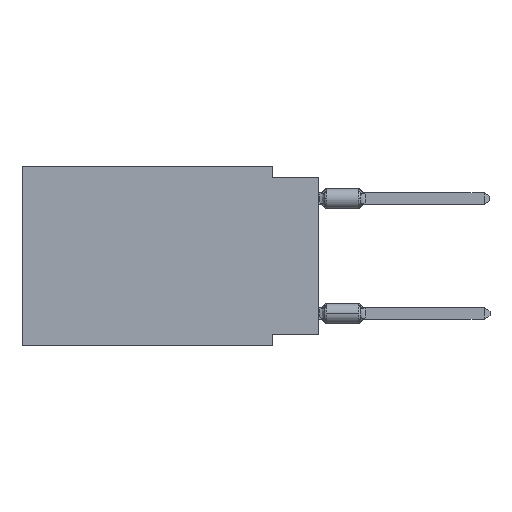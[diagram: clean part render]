
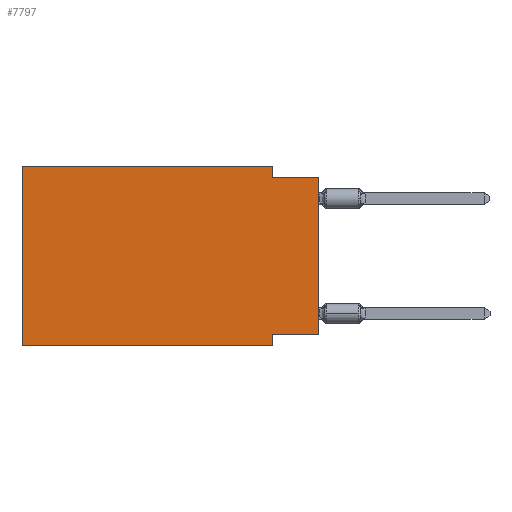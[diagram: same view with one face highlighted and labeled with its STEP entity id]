
A CAD part, left-side view. The second image highlights one B-rep face of the part: STEP entity #7797.
In plain terms, the highlighted planar face has unit normal (-1, 0, 0).
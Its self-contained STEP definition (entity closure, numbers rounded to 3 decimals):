
#143 = EDGE_CURVE ( 'NONE', #11531, #17124, #7707, .T. ) ;
#1905 = DIRECTION ( 'NONE',  ( 0., -1., 0. ) ) ;
#2021 = CARTESIAN_POINT ( 'NONE',  ( 0., 16.383, 0. ) ) ;
#2666 = LINE ( 'NONE', #19772, #14251 ) ;
#3082 = EDGE_CURVE ( 'NONE', #20872, #21252, #21478, .T. ) ;
#4738 = CARTESIAN_POINT ( 'NONE',  ( 0., 16.383, 0. ) ) ;
#4851 = VECTOR ( 'NONE', #16710, 1000. ) ;
#4918 = LINE ( 'NONE', #19812, #6498 ) ;
#4989 = CARTESIAN_POINT ( 'NONE',  ( 0., 16.383, 0. ) ) ;
#5462 = LINE ( 'NONE', #13045, #4851 ) ;
#6466 = VERTEX_POINT ( 'NONE', #18170 ) ;
#6498 = VECTOR ( 'NONE', #16146, 1000. ) ;
#6517 = AXIS2_PLACEMENT_3D ( 'NONE', #4989, #18060, #8793 ) ;
#6833 = DIRECTION ( 'NONE',  ( 0., 0., -1. ) ) ;
#7269 = ORIENTED_EDGE ( 'NONE', *, *, #143, .F. ) ;
#7407 = ORIENTED_EDGE ( 'NONE', *, *, #22444, .T. ) ;
#7707 = LINE ( 'NONE', #16988, #18401 ) ;
#7797 = ADVANCED_FACE ( 'NONE', ( #17939 ), #14254, .F. ) ;
#8793 = DIRECTION ( 'NONE',  ( 0., 0., -1. ) ) ;
#8858 = EDGE_LOOP ( 'NONE', ( #7407, #9241, #17669, #23839, #16550, #14791, #12930, #7269 ) ) ;
#9205 = DIRECTION ( 'NONE',  ( 0., 1., 0. ) ) ;
#9211 = VERTEX_POINT ( 'NONE', #11362 ) ;
#9241 = ORIENTED_EDGE ( 'NONE', *, *, #15057, .F. ) ;
#9619 = VECTOR ( 'NONE', #18868, 1000. ) ;
#10012 = VECTOR ( 'NONE', #1905, 1000. ) ;
#10248 = DIRECTION ( 'NONE',  ( 0., 0., 1. ) ) ;
#11362 = CARTESIAN_POINT ( 'NONE',  ( 0., 2.54, -0.635 ) ) ;
#11531 = VERTEX_POINT ( 'NONE', #20808 ) ;
#11685 = CARTESIAN_POINT ( 'NONE',  ( 0., 0., 0. ) ) ;
#11784 = EDGE_CURVE ( 'NONE', #20872, #13917, #5462, .T. ) ;
#12698 = CARTESIAN_POINT ( 'NONE',  ( 0., 0., -0.635 ) ) ;
#12930 = ORIENTED_EDGE ( 'NONE', *, *, #22551, .F. ) ;
#13045 = CARTESIAN_POINT ( 'NONE',  ( 0., 16.383, -9.906 ) ) ;
#13690 = EDGE_CURVE ( 'NONE', #18793, #9211, #2666, .T. ) ;
#13834 = VECTOR ( 'NONE', #10248, 1000. ) ;
#13917 = VERTEX_POINT ( 'NONE', #20014 ) ;
#13990 = EDGE_CURVE ( 'NONE', #21252, #18793, #22446, .T. ) ;
#14251 = VECTOR ( 'NONE', #6833, 1000. ) ;
#14254 = PLANE ( 'NONE',  #6517 ) ;
#14387 = VECTOR ( 'NONE', #18419, 1000. ) ;
#14791 = ORIENTED_EDGE ( 'NONE', *, *, #11784, .T. ) ;
#15057 = EDGE_CURVE ( 'NONE', #9211, #6466, #16472, .T. ) ;
#16146 = DIRECTION ( 'NONE',  ( 0., 0., -1. ) ) ;
#16472 = LINE ( 'NONE', #12698, #14387 ) ;
#16550 = ORIENTED_EDGE ( 'NONE', *, *, #3082, .F. ) ;
#16710 = DIRECTION ( 'NONE',  ( 0., -1., 0. ) ) ;
#16988 = CARTESIAN_POINT ( 'NONE',  ( 0., 0., -9.271 ) ) ;
#17124 = VERTEX_POINT ( 'NONE', #23554 ) ;
#17537 = CARTESIAN_POINT ( 'NONE',  ( 0., 16.383, -9.906 ) ) ;
#17669 = ORIENTED_EDGE ( 'NONE', *, *, #13690, .F. ) ;
#17939 = FACE_OUTER_BOUND ( 'NONE', #8858, .T. ) ;
#18060 = DIRECTION ( 'NONE',  ( 1., 0., 0. ) ) ;
#18170 = CARTESIAN_POINT ( 'NONE',  ( 0., 0., -0.635 ) ) ;
#18401 = VECTOR ( 'NONE', #9205, 1000. ) ;
#18419 = DIRECTION ( 'NONE',  ( 0., -1., 0. ) ) ;
#18793 = VERTEX_POINT ( 'NONE', #22539 ) ;
#18868 = DIRECTION ( 'NONE',  ( 0., 0., 1. ) ) ;
#19772 = CARTESIAN_POINT ( 'NONE',  ( 0., 2.54, 0. ) ) ;
#19812 = CARTESIAN_POINT ( 'NONE',  ( 0., 2.54, -9.906 ) ) ;
#20014 = CARTESIAN_POINT ( 'NONE',  ( 0., 2.54, -9.906 ) ) ;
#20808 = CARTESIAN_POINT ( 'NONE',  ( 0., 0., -9.271 ) ) ;
#20844 = LINE ( 'NONE', #11685, #9619 ) ;
#20872 = VERTEX_POINT ( 'NONE', #17537 ) ;
#21170 = CARTESIAN_POINT ( 'NONE',  ( 0., 16.383, 0. ) ) ;
#21252 = VERTEX_POINT ( 'NONE', #21170 ) ;
#21478 = LINE ( 'NONE', #4738, #13834 ) ;
#22444 = EDGE_CURVE ( 'NONE', #11531, #6466, #20844, .T. ) ;
#22446 = LINE ( 'NONE', #2021, #10012 ) ;
#22539 = CARTESIAN_POINT ( 'NONE',  ( 0., 2.54, 0. ) ) ;
#22551 = EDGE_CURVE ( 'NONE', #17124, #13917, #4918, .T. ) ;
#23554 = CARTESIAN_POINT ( 'NONE',  ( 0., 2.54, -9.271 ) ) ;
#23839 = ORIENTED_EDGE ( 'NONE', *, *, #13990, .F. ) ;
